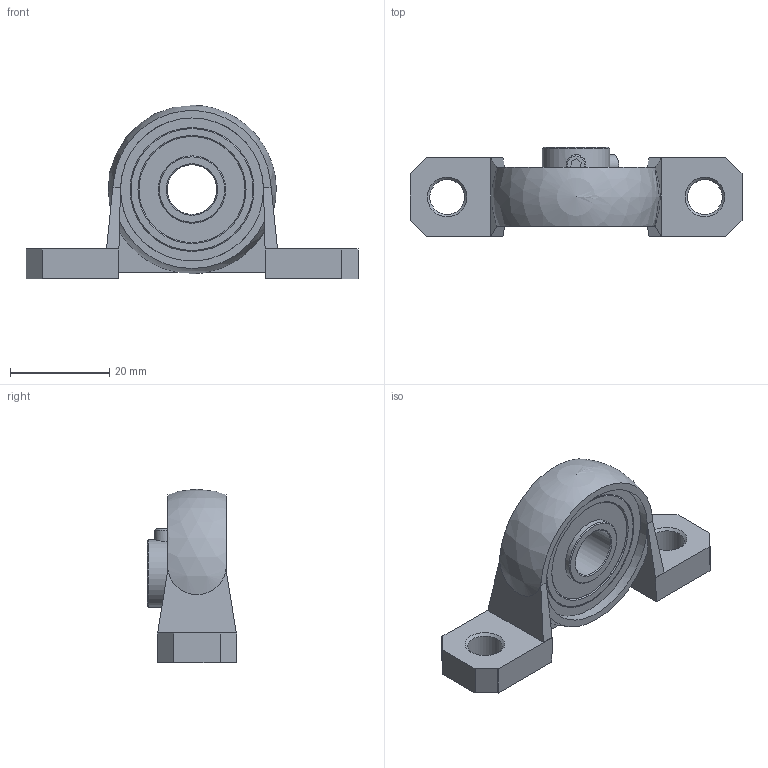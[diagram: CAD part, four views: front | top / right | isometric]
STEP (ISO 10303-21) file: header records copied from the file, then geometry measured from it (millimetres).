
FILE_DESCRIPTION(/* description */ ('Alibre Inc.'),/* implementation_level */ '2;1');
FILE_NAME(/* name */ 'PK000.stp',/* time_stamp */ '2017-11-02T11:56:49+07:00',/* author */ ('Thai'),/* organization */ (''),/* preprocessor_version */ 'ST-DEVELOPER v16.13',/* originating_system */ 'Autodesk Inventor 2018',/* authorisation */ '');
FILE_SCHEMA (('AUTOMOTIVE_DESIGN { 1 0 10303 214 3 1 1 }'));
Length unit declared in the file: millimetre
Products named in the file (1): PK000
Bounding box: 67 x 18 x 35 mm (x, y, z)
Volume: 11162.7 mm3; surface area: 6370 mm2
Topology: 1 solids, 1 shells, 93 faces, 219 edges, 138 vertices
Faces by surface type: plane 62, cylinder 17, cone 12, sphere 2
Full cylindrical faces by diameter (mm): 4 x2, 7 x2, 10 x1, 13.6 x2, 21.4 x2, 25 x2, 28.868 x2
Entity records: 2625 total; most frequent: CARTESIAN_POINT 548, DIRECTION 426, ORIENTED_EDGE 372, EDGE_CURVE 186, AXIS2_PLACEMENT_3D 152, EDGE_LOOP 136, VERTEX_POINT 132, LINE 122
